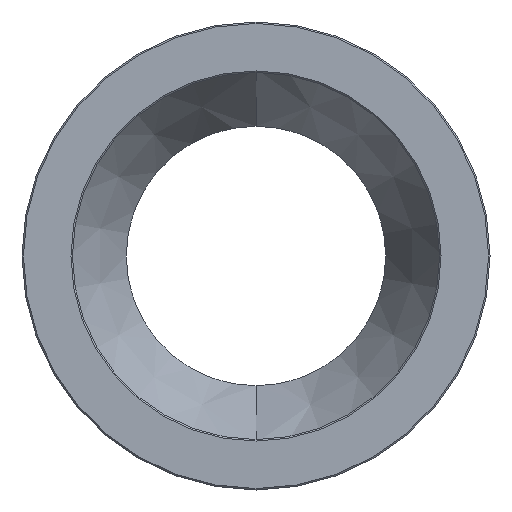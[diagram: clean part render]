
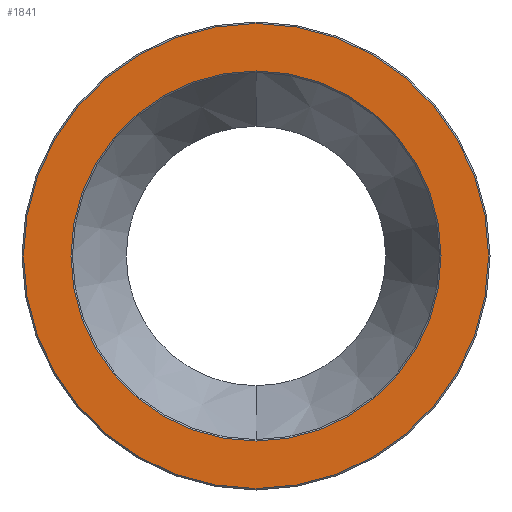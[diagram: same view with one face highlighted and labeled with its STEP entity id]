
A CAD part, front view. The second image highlights one B-rep face of the part: STEP entity #1841.
In plain terms, the highlighted planar face has unit normal (0, -1, 0).
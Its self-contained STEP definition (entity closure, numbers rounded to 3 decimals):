
#1 = DIRECTION ( 'NONE',  ( 0., 0., -1. ) ) ;
#130 = VERTEX_POINT ( 'NONE', #996 ) ;
#238 = VERTEX_POINT ( 'NONE', #1229 ) ;
#282 = DIRECTION ( 'NONE',  ( 0., -1., 0. ) ) ;
#425 = DIRECTION ( 'NONE',  ( 0., 0., -1. ) ) ;
#440 = VERTEX_POINT ( 'NONE', #1393 ) ;
#479 = CARTESIAN_POINT ( 'NONE',  ( 0., 0., -64.6 ) ) ;
#524 = CARTESIAN_POINT ( 'NONE',  ( 0., 0., 0. ) ) ;
#555 = AXIS2_PLACEMENT_3D ( 'NONE', #1355, #1414, #1417 ) ;
#562 = AXIS2_PLACEMENT_3D ( 'NONE', #1459, #1474, #1484 ) ;
#593 = ORIENTED_EDGE ( 'NONE', *, *, #1681, .T. ) ;
#660 = AXIS2_PLACEMENT_3D ( 'NONE', #895, #282, #1 ) ;
#664 = ORIENTED_EDGE ( 'NONE', *, *, #1843, .T. ) ;
#666 = CIRCLE ( 'NONE', #850, 51.4 ) ;
#763 = FACE_BOUND ( 'NONE', #1017, .T. ) ;
#811 = FACE_OUTER_BOUND ( 'NONE', #1048, .T. ) ;
#850 = AXIS2_PLACEMENT_3D ( 'NONE', #1060, #1085, #1225 ) ;
#895 = CARTESIAN_POINT ( 'NONE',  ( 0., 0., 0. ) ) ;
#948 = AXIS2_PLACEMENT_3D ( 'NONE', #524, #1733, #425 ) ;
#996 = CARTESIAN_POINT ( 'NONE',  ( 0., 0., 51.4 ) ) ;
#1017 = EDGE_LOOP ( 'NONE', ( #664, #593 ) ) ;
#1048 = EDGE_LOOP ( 'NONE', ( #1412, #1554 ) ) ;
#1060 = CARTESIAN_POINT ( 'NONE',  ( 0., 0., 0. ) ) ;
#1085 = DIRECTION ( 'NONE',  ( 0., 1., 0. ) ) ;
#1122 = CIRCLE ( 'NONE', #562, 51.4 ) ;
#1225 = DIRECTION ( 'NONE',  ( 0., 0., -1. ) ) ;
#1229 = CARTESIAN_POINT ( 'NONE',  ( 0., 0., -51.4 ) ) ;
#1345 = CIRCLE ( 'NONE', #948, 64.6 ) ;
#1355 = CARTESIAN_POINT ( 'NONE',  ( -51., 0., 0. ) ) ;
#1384 = PLANE ( 'NONE',  #555 ) ;
#1393 = CARTESIAN_POINT ( 'NONE',  ( 0., 0., 64.6 ) ) ;
#1412 = ORIENTED_EDGE ( 'NONE', *, *, #1612, .T. ) ;
#1414 = DIRECTION ( 'NONE',  ( 0., -1., 0. ) ) ;
#1417 = DIRECTION ( 'NONE',  ( 0., 0., -1. ) ) ;
#1459 = CARTESIAN_POINT ( 'NONE',  ( 0., 0., 0. ) ) ;
#1474 = DIRECTION ( 'NONE',  ( 0., 1., 0. ) ) ;
#1484 = DIRECTION ( 'NONE',  ( 0., 0., -1. ) ) ;
#1504 = VERTEX_POINT ( 'NONE', #479 ) ;
#1554 = ORIENTED_EDGE ( 'NONE', *, *, #1779, .T. ) ;
#1571 = CIRCLE ( 'NONE', #660, 64.6 ) ;
#1612 = EDGE_CURVE ( 'NONE', #440, #1504, #1345, .T. ) ;
#1681 = EDGE_CURVE ( 'NONE', #130, #238, #666, .T. ) ;
#1733 = DIRECTION ( 'NONE',  ( 0., -1., 0. ) ) ;
#1779 = EDGE_CURVE ( 'NONE', #1504, #440, #1571, .T. ) ;
#1841 = ADVANCED_FACE ( 'NONE', ( #763, #811 ), #1384, .T. ) ;
#1843 = EDGE_CURVE ( 'NONE', #238, #130, #1122, .T. ) ;
